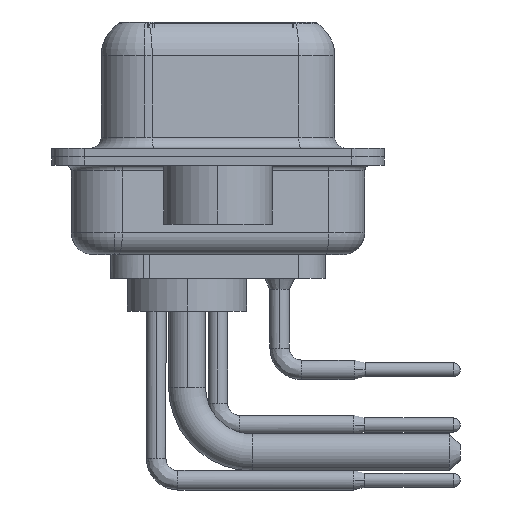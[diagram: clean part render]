
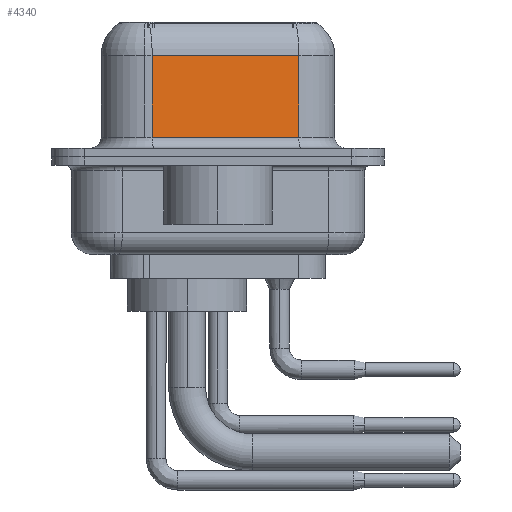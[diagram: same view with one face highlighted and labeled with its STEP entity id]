
A CAD part, left-side view. The second image highlights one B-rep face of the part: STEP entity #4340.
In plain terms, the highlighted planar face has unit normal (-0.985, -0.174, 0).
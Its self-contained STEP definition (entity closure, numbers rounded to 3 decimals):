
#663 = DIRECTION ( 'NONE',  ( -0.174, 0.985, 0. ) ) ;
#1069 = EDGE_CURVE ( 'NONE', #2034, #21594, #15162, .T. ) ;
#2034 = VERTEX_POINT ( 'NONE', #28636 ) ;
#2704 = CARTESIAN_POINT ( 'NONE',  ( 4.43, 3.028, 0.9 ) ) ;
#3130 = AXIS2_PLACEMENT_3D ( 'NONE', #6477, #13318, #24589 ) ;
#3723 = DIRECTION ( 'NONE',  ( 0., 0., -1. ) ) ;
#4340 = ADVANCED_FACE ( 'NONE', ( #29089 ), #6624, .F. ) ;
#4477 = CARTESIAN_POINT ( 'NONE',  ( 4.43, 3.028, 6.4 ) ) ;
#4820 = ORIENTED_EDGE ( 'NONE', *, *, #6179, .T. ) ;
#5547 = VECTOR ( 'NONE', #3723, 1000. ) ;
#6179 = EDGE_CURVE ( 'NONE', #2034, #14527, #12088, .T. ) ;
#6443 = VECTOR ( 'NONE', #663, 1000. ) ;
#6477 = CARTESIAN_POINT ( 'NONE',  ( 5.621, -3.722, 6.4 ) ) ;
#6488 = EDGE_CURVE ( 'NONE', #20305, #21594, #15335, .T. ) ;
#6624 = PLANE ( 'NONE',  #3130 ) ;
#6927 = EDGE_CURVE ( 'NONE', #14527, #20305, #20100, .T. ) ;
#12088 = LINE ( 'NONE', #18930, #6443 ) ;
#12930 = ORIENTED_EDGE ( 'NONE', *, *, #6488, .T. ) ;
#13098 = EDGE_LOOP ( 'NONE', ( #13970, #4820, #14842, #12930 ) ) ;
#13318 = DIRECTION ( 'NONE',  ( 0.985, 0.174, 0. ) ) ;
#13970 = ORIENTED_EDGE ( 'NONE', *, *, #1069, .F. ) ;
#14527 = VERTEX_POINT ( 'NONE', #20655 ) ;
#14842 = ORIENTED_EDGE ( 'NONE', *, *, #6927, .T. ) ;
#15162 = LINE ( 'NONE', #23630, #5547 ) ;
#15335 = LINE ( 'NONE', #17864, #20714 ) ;
#17864 = CARTESIAN_POINT ( 'NONE',  ( 5.621, -3.722, 0.9 ) ) ;
#18930 = CARTESIAN_POINT ( 'NONE',  ( 5.621, -3.722, 4.65 ) ) ;
#20100 = LINE ( 'NONE', #4477, #26895 ) ;
#20305 = VERTEX_POINT ( 'NONE', #2704 ) ;
#20655 = CARTESIAN_POINT ( 'NONE',  ( 4.43, 3.028, 4.65 ) ) ;
#20714 = VECTOR ( 'NONE', #28868, 1000. ) ;
#21594 = VERTEX_POINT ( 'NONE', #27157 ) ;
#22182 = DIRECTION ( 'NONE',  ( 0., 0., -1. ) ) ;
#23630 = CARTESIAN_POINT ( 'NONE',  ( 5.621, -3.722, 6.4 ) ) ;
#24589 = DIRECTION ( 'NONE',  ( -0.174, 0.985, 0. ) ) ;
#26895 = VECTOR ( 'NONE', #22182, 1000. ) ;
#27157 = CARTESIAN_POINT ( 'NONE',  ( 5.621, -3.722, 0.9 ) ) ;
#28636 = CARTESIAN_POINT ( 'NONE',  ( 5.621, -3.722, 4.65 ) ) ;
#28868 = DIRECTION ( 'NONE',  ( 0.174, -0.985, 0. ) ) ;
#29089 = FACE_OUTER_BOUND ( 'NONE', #13098, .T. ) ;
